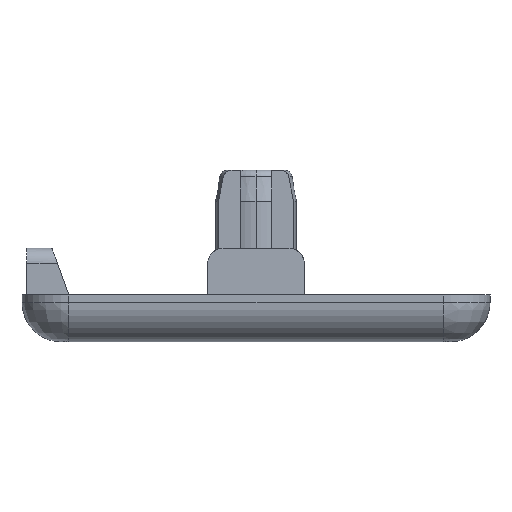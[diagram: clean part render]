
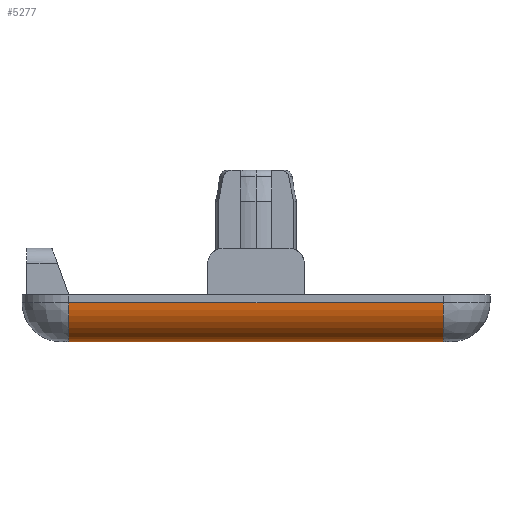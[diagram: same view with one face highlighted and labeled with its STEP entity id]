
A CAD part, left-side view. The second image highlights one B-rep face of the part: STEP entity #5277.
In plain terms, the highlighted cylindrical face has radius 2.5 mm (diameter 5 mm), a partial arc.
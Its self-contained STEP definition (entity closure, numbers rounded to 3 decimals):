
#1616 = PLANE('',#1617);
#1617 = AXIS2_PLACEMENT_3D('',#1618,#1619,#1620);
#1618 = CARTESIAN_POINT('',(-15.,15.,3.));
#1619 = DIRECTION('',(1.,0.,-0.));
#1620 = DIRECTION('',(0.,1.,0.));
#2199 = VERTEX_POINT('',#2200);
#2200 = CARTESIAN_POINT('',(-15.,12.,2.5));
#2221 = EDGE_CURVE('',#2199,#2222,#2224,.T.);
#2222 = VERTEX_POINT('',#2223);
#2223 = CARTESIAN_POINT('',(-15.,-12.,2.5));
#2224 = SURFACE_CURVE('',#2225,(#2229,#2236),.PCURVE_S1.);
#2225 = LINE('',#2226,#2227);
#2226 = CARTESIAN_POINT('',(-15.,15.,2.5));
#2227 = VECTOR('',#2228,1.);
#2228 = DIRECTION('',(0.,-1.,0.));
#2229 = PCURVE('',#1616,#2230);
#2230 = DEFINITIONAL_REPRESENTATION('',(#2231),#2235);
#2231 = LINE('',#2232,#2233);
#2232 = CARTESIAN_POINT('',(0.,-0.5));
#2233 = VECTOR('',#2234,1.);
#2234 = DIRECTION('',(-1.,0.));
#2235 = ( GEOMETRIC_REPRESENTATION_CONTEXT(2) 
PARAMETRIC_REPRESENTATION_CONTEXT() REPRESENTATION_CONTEXT('2D SPACE',''
  ) );
#2236 = PCURVE('',#2237,#2242);
#2237 = CYLINDRICAL_SURFACE('',#2238,2.5);
#2238 = AXIS2_PLACEMENT_3D('',#2239,#2240,#2241);
#2239 = CARTESIAN_POINT('',(-12.5,15.,2.5));
#2240 = DIRECTION('',(0.,1.,-0.));
#2241 = DIRECTION('',(1.,0.,0.));
#2242 = DEFINITIONAL_REPRESENTATION('',(#2243),#2247);
#2243 = LINE('',#2244,#2245);
#2244 = CARTESIAN_POINT('',(3.142,0.));
#2245 = VECTOR('',#2246,1.);
#2246 = DIRECTION('',(0.,-1.));
#2247 = ( GEOMETRIC_REPRESENTATION_CONTEXT(2) 
PARAMETRIC_REPRESENTATION_CONTEXT() REPRESENTATION_CONTEXT('2D SPACE',''
  ) );
#2437 = PLANE('',#2438);
#2438 = AXIS2_PLACEMENT_3D('',#2439,#2440,#2441);
#2439 = CARTESIAN_POINT('',(15.,15.,0.));
#2440 = DIRECTION('',(-0.,0.,1.));
#2441 = DIRECTION('',(1.,0.,0.));
#2661 = VERTEX_POINT('',#2662);
#2662 = CARTESIAN_POINT('',(-12.5,-12.,0.));
#2681 = SURFACE_OF_REVOLUTION('',#2682,#2695);
#2682 = B_SPLINE_CURVE_WITH_KNOTS('',6,(#2683,#2684,#2685,#2686,#2687,
    #2688,#2689,#2690,#2691,#2692,#2693,#2694),.UNSPECIFIED.,.F.,.F.,(7,
    5,7),(4.712,5.498,6.283),.UNSPECIFIED.);
#2683 = CARTESIAN_POINT('',(-11.5,-12.,0.));
#2684 = CARTESIAN_POINT('',(-11.173,-12.,0.));
#2685 = CARTESIAN_POINT('',(-10.846,-12.,0.051));
#2686 = CARTESIAN_POINT('',(-10.528,-12.,0.154));
#2687 = CARTESIAN_POINT('',(-10.231,-12.,0.306));
#2688 = CARTESIAN_POINT('',(-9.964,-12.,0.501));
#2689 = CARTESIAN_POINT('',(-9.501,-12.,0.964));
#2690 = CARTESIAN_POINT('',(-9.306,-12.,1.231));
#2691 = CARTESIAN_POINT('',(-9.154,-12.,1.528));
#2692 = CARTESIAN_POINT('',(-9.051,-12.,1.846));
#2693 = CARTESIAN_POINT('',(-9.,-12.,2.173));
#2694 = CARTESIAN_POINT('',(-9.,-12.,2.5));
#2695 = AXIS1_PLACEMENT('',#2696,#2697);
#2696 = CARTESIAN_POINT('',(-12.,-12.,2.5));
#2697 = DIRECTION('',(-0.,0.,1.));
#2705 = EDGE_CURVE('',#2661,#2706,#2708,.T.);
#2706 = VERTEX_POINT('',#2707);
#2707 = CARTESIAN_POINT('',(-12.5,12.,0.));
#2708 = SURFACE_CURVE('',#2709,(#2713,#2720),.PCURVE_S1.);
#2709 = LINE('',#2710,#2711);
#2710 = CARTESIAN_POINT('',(-12.5,15.,0.));
#2711 = VECTOR('',#2712,1.);
#2712 = DIRECTION('',(0.,1.,-0.));
#2713 = PCURVE('',#2437,#2714);
#2714 = DEFINITIONAL_REPRESENTATION('',(#2715),#2719);
#2715 = LINE('',#2716,#2717);
#2716 = CARTESIAN_POINT('',(-27.5,0.));
#2717 = VECTOR('',#2718,1.);
#2718 = DIRECTION('',(0.,1.));
#2719 = ( GEOMETRIC_REPRESENTATION_CONTEXT(2) 
PARAMETRIC_REPRESENTATION_CONTEXT() REPRESENTATION_CONTEXT('2D SPACE',''
  ) );
#2720 = PCURVE('',#2237,#2721);
#2721 = DEFINITIONAL_REPRESENTATION('',(#2722),#2726);
#2722 = LINE('',#2723,#2724);
#2723 = CARTESIAN_POINT('',(1.571,0.));
#2724 = VECTOR('',#2725,1.);
#2725 = DIRECTION('',(0.,1.));
#2726 = ( GEOMETRIC_REPRESENTATION_CONTEXT(2) 
PARAMETRIC_REPRESENTATION_CONTEXT() REPRESENTATION_CONTEXT('2D SPACE',''
  ) );
#2747 = SURFACE_OF_REVOLUTION('',#2748,#2761);
#2748 = B_SPLINE_CURVE_WITH_KNOTS('',6,(#2749,#2750,#2751,#2752,#2753,
    #2754,#2755,#2756,#2757,#2758,#2759,#2760),.UNSPECIFIED.,.F.,.F.,(7,
    5,7),(4.712,5.498,6.283),.UNSPECIFIED.);
#2749 = CARTESIAN_POINT('',(-11.5,12.,0.));
#2750 = CARTESIAN_POINT('',(-11.173,12.,0.));
#2751 = CARTESIAN_POINT('',(-10.846,12.,0.051));
#2752 = CARTESIAN_POINT('',(-10.528,12.,0.154));
#2753 = CARTESIAN_POINT('',(-10.231,12.,0.306));
#2754 = CARTESIAN_POINT('',(-9.964,12.,0.501));
#2755 = CARTESIAN_POINT('',(-9.501,12.,0.964));
#2756 = CARTESIAN_POINT('',(-9.306,12.,1.231));
#2757 = CARTESIAN_POINT('',(-9.154,12.,1.528));
#2758 = CARTESIAN_POINT('',(-9.051,12.,1.846));
#2759 = CARTESIAN_POINT('',(-9.,12.,2.173));
#2760 = CARTESIAN_POINT('',(-9.,12.,2.5));
#2761 = AXIS1_PLACEMENT('',#2762,#2763);
#2762 = CARTESIAN_POINT('',(-12.,12.,2.5));
#2763 = DIRECTION('',(-0.,0.,1.));
#5227 = EDGE_CURVE('',#2661,#2222,#5228,.T.);
#5228 = SURFACE_CURVE('',#5229,(#5234,#5241),.PCURVE_S1.);
#5229 = CIRCLE('',#5230,2.5);
#5230 = AXIS2_PLACEMENT_3D('',#5231,#5232,#5233);
#5231 = CARTESIAN_POINT('',(-12.5,-12.,2.5));
#5232 = DIRECTION('',(0.,1.,0.));
#5233 = DIRECTION('',(0.,-0.,1.));
#5234 = PCURVE('',#2681,#5235);
#5235 = DEFINITIONAL_REPRESENTATION('',(#5236),#5240);
#5236 = LINE('',#5237,#5238);
#5237 = CARTESIAN_POINT('',(3.142,1.571));
#5238 = VECTOR('',#5239,1.);
#5239 = DIRECTION('',(0.,1.));
#5240 = ( GEOMETRIC_REPRESENTATION_CONTEXT(2) 
PARAMETRIC_REPRESENTATION_CONTEXT() REPRESENTATION_CONTEXT('2D SPACE',''
  ) );
#5241 = PCURVE('',#2237,#5242);
#5242 = DEFINITIONAL_REPRESENTATION('',(#5243),#5247);
#5243 = LINE('',#5244,#5245);
#5244 = CARTESIAN_POINT('',(-1.571,-27.));
#5245 = VECTOR('',#5246,1.);
#5246 = DIRECTION('',(1.,0.));
#5247 = ( GEOMETRIC_REPRESENTATION_CONTEXT(2) 
PARAMETRIC_REPRESENTATION_CONTEXT() REPRESENTATION_CONTEXT('2D SPACE',''
  ) );
#5277 = ADVANCED_FACE('',(#5278),#2237,.T.);
#5278 = FACE_BOUND('',#5279,.T.);
#5279 = EDGE_LOOP('',(#5280,#5281,#5282,#5304));
#5280 = ORIENTED_EDGE('',*,*,#5227,.T.);
#5281 = ORIENTED_EDGE('',*,*,#2221,.F.);
#5282 = ORIENTED_EDGE('',*,*,#5283,.F.);
#5283 = EDGE_CURVE('',#2706,#2199,#5284,.T.);
#5284 = SURFACE_CURVE('',#5285,(#5290,#5297),.PCURVE_S1.);
#5285 = CIRCLE('',#5286,2.5);
#5286 = AXIS2_PLACEMENT_3D('',#5287,#5288,#5289);
#5287 = CARTESIAN_POINT('',(-12.5,12.,2.5));
#5288 = DIRECTION('',(0.,1.,0.));
#5289 = DIRECTION('',(0.,-0.,1.));
#5290 = PCURVE('',#2237,#5291);
#5291 = DEFINITIONAL_REPRESENTATION('',(#5292),#5296);
#5292 = LINE('',#5293,#5294);
#5293 = CARTESIAN_POINT('',(-1.571,-3.));
#5294 = VECTOR('',#5295,1.);
#5295 = DIRECTION('',(1.,0.));
#5296 = ( GEOMETRIC_REPRESENTATION_CONTEXT(2) 
PARAMETRIC_REPRESENTATION_CONTEXT() REPRESENTATION_CONTEXT('2D SPACE',''
  ) );
#5297 = PCURVE('',#2747,#5298);
#5298 = DEFINITIONAL_REPRESENTATION('',(#5299),#5303);
#5299 = LINE('',#5300,#5301);
#5300 = CARTESIAN_POINT('',(3.142,1.571));
#5301 = VECTOR('',#5302,1.);
#5302 = DIRECTION('',(0.,1.));
#5303 = ( GEOMETRIC_REPRESENTATION_CONTEXT(2) 
PARAMETRIC_REPRESENTATION_CONTEXT() REPRESENTATION_CONTEXT('2D SPACE',''
  ) );
#5304 = ORIENTED_EDGE('',*,*,#2705,.F.);
